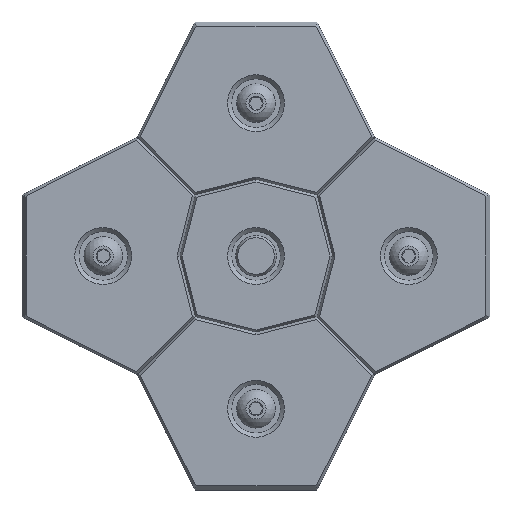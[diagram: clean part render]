
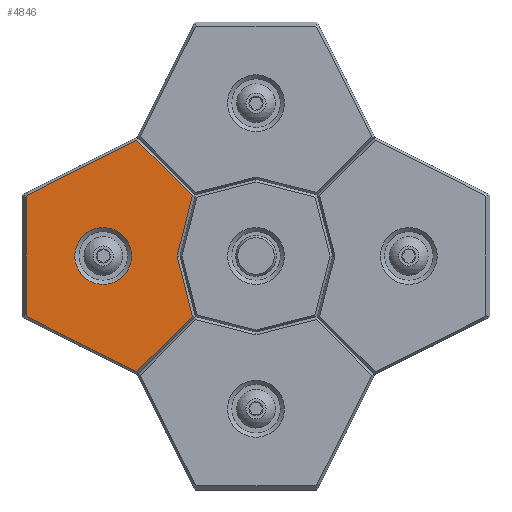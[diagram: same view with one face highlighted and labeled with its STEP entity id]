
A CAD part, left-side view. The second image highlights one B-rep face of the part: STEP entity #4846.
In plain terms, the highlighted planar face has unit normal (-1, 0, 0).
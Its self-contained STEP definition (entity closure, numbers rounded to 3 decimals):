
#203=FACE_BOUND('',#692,.T.);
#231=CIRCLE('',#5180,7.);
#400=FACE_OUTER_BOUND('',#691,.T.);
#691=EDGE_LOOP('',(#3280,#3281,#3282,#3283,#3284,#3285,#3286,#3287,#3288));
#692=EDGE_LOOP('',(#3289));
#1018=LINE('',#6987,#1549);
#1023=LINE('',#6996,#1554);
#1038=LINE('',#7028,#1569);
#1039=LINE('',#7030,#1570);
#1040=LINE('',#7031,#1571);
#1041=LINE('',#7033,#1572);
#1042=LINE('',#7035,#1573);
#1043=LINE('',#7037,#1574);
#1044=LINE('',#7038,#1575);
#1549=VECTOR('',#5638,10.);
#1554=VECTOR('',#5645,10.);
#1569=VECTOR('',#5672,10.);
#1570=VECTOR('',#5673,10.);
#1571=VECTOR('',#5674,10.);
#1572=VECTOR('',#5675,10.);
#1573=VECTOR('',#5676,10.);
#1574=VECTOR('',#5677,10.);
#1575=VECTOR('',#5678,10.);
#2062=VERTEX_POINT('',#6943);
#2079=VERTEX_POINT('',#6983);
#2081=VERTEX_POINT('',#6986);
#2084=VERTEX_POINT('',#6993);
#2094=VERTEX_POINT('',#7026);
#2095=VERTEX_POINT('',#7027);
#2096=VERTEX_POINT('',#7029);
#2097=VERTEX_POINT('',#7032);
#2098=VERTEX_POINT('',#7034);
#2099=VERTEX_POINT('',#7036);
#2511=EDGE_CURVE('',#2062,#2062,#231,.T.);
#2530=EDGE_CURVE('',#2079,#2081,#1018,.T.);
#2535=EDGE_CURVE('',#2081,#2084,#1023,.T.);
#2550=EDGE_CURVE('',#2094,#2095,#1038,.T.);
#2551=EDGE_CURVE('',#2095,#2096,#1039,.T.);
#2552=EDGE_CURVE('',#2084,#2096,#1040,.T.);
#2553=EDGE_CURVE('',#2079,#2097,#1041,.T.);
#2554=EDGE_CURVE('',#2097,#2098,#1042,.T.);
#2555=EDGE_CURVE('',#2098,#2099,#1043,.T.);
#2556=EDGE_CURVE('',#2094,#2099,#1044,.T.);
#3280=ORIENTED_EDGE('',*,*,#2550,.T.);
#3281=ORIENTED_EDGE('',*,*,#2551,.T.);
#3282=ORIENTED_EDGE('',*,*,#2552,.F.);
#3283=ORIENTED_EDGE('',*,*,#2535,.F.);
#3284=ORIENTED_EDGE('',*,*,#2530,.F.);
#3285=ORIENTED_EDGE('',*,*,#2553,.T.);
#3286=ORIENTED_EDGE('',*,*,#2554,.T.);
#3287=ORIENTED_EDGE('',*,*,#2555,.T.);
#3288=ORIENTED_EDGE('',*,*,#2556,.F.);
#3289=ORIENTED_EDGE('',*,*,#2511,.F.);
#4651=PLANE('',#5192);
#4846=ADVANCED_FACE('',(#400,#203),#4651,.F.);
#5180=AXIS2_PLACEMENT_3D('',#6944,#5608,#5609);
#5192=AXIS2_PLACEMENT_3D('',#7025,#5670,#5671);
#5608=DIRECTION('center_axis',(-1.,0.,0.));
#5609=DIRECTION('ref_axis',(0.,1.,0.));
#5638=DIRECTION('',(0.,-0.247,-0.969));
#5645=DIRECTION('',(0.,0.707,-0.707));
#5670=DIRECTION('center_axis',(1.,0.,0.));
#5671=DIRECTION('ref_axis',(0.,0.,1.));
#5672=DIRECTION('',(0.,0.,-1.));
#5673=DIRECTION('',(0.,-0.707,-0.707));
#5674=DIRECTION('',(0.,0.894,0.449));
#5675=DIRECTION('',(0.,-0.247,0.969));
#5676=DIRECTION('',(0.,0.707,0.707));
#5677=DIRECTION('',(0.,0.894,-0.449));
#5678=DIRECTION('',(0.,-0.707,0.707));
#6943=CARTESIAN_POINT('',(-21.1,30.637,77.5));
#6944=CARTESIAN_POINT('Origin',(-21.1,37.637,77.5));
#6983=CARTESIAN_POINT('',(-21.1,19.414,77.5));
#6986=CARTESIAN_POINT('',(-21.1,15.641,62.676));
#6987=CARTESIAN_POINT('',(-21.1,19.744,78.794));
#6993=CARTESIAN_POINT('',(-21.1,29.361,48.956));
#6996=CARTESIAN_POINT('',(-21.1,18.567,59.749));
#7025=CARTESIAN_POINT('Origin',(-21.1,21.318,56.182));
#7026=CARTESIAN_POINT('',(-21.1,56.637,92.086));
#7027=CARTESIAN_POINT('',(-21.1,56.637,62.914));
#7028=CARTESIAN_POINT('',(-21.1,56.637,59.341));
#7029=CARTESIAN_POINT('',(-21.1,56.095,62.372));
#7030=CARTESIAN_POINT('',(-21.1,30.282,36.559));
#7031=CARTESIAN_POINT('',(-21.1,44.482,56.544));
#7032=CARTESIAN_POINT('',(-21.1,15.641,92.324));
#7033=CARTESIAN_POINT('',(-21.1,19.744,76.206));
#7034=CARTESIAN_POINT('',(-21.1,29.361,106.044));
#7035=CARTESIAN_POINT('',(-21.1,18.567,95.251));
#7036=CARTESIAN_POINT('',(-21.1,56.095,92.628));
#7037=CARTESIAN_POINT('',(-21.1,44.482,98.456));
#7038=CARTESIAN_POINT('',(-21.1,30.282,118.441));
